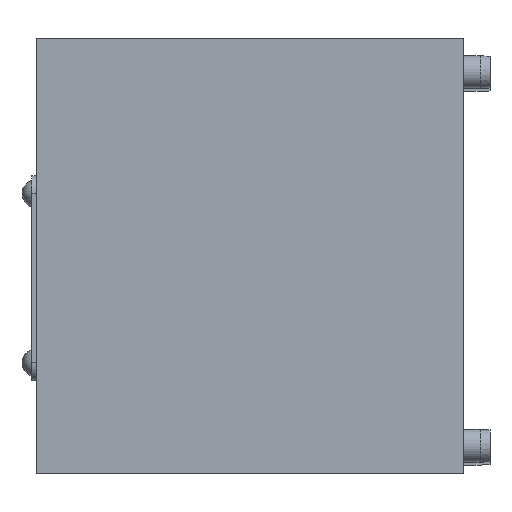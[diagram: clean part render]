
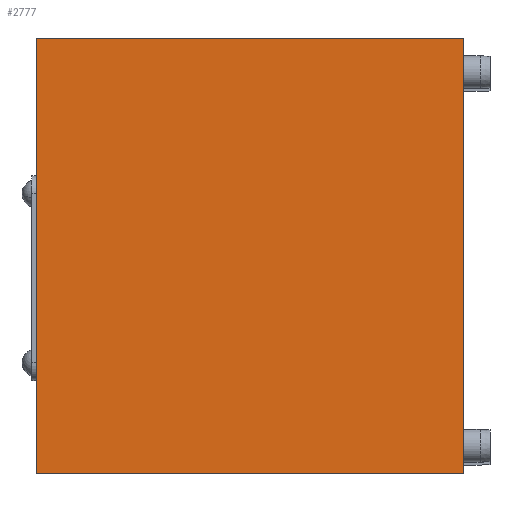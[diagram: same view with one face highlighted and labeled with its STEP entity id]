
A CAD part, front view. The second image highlights one B-rep face of the part: STEP entity #2777.
In plain terms, the highlighted planar face has unit normal (0, -1, 0).
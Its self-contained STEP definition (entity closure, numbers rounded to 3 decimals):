
#2096 = VECTOR ( 'NONE', #21834, 1000. ) ;
#2667 = CARTESIAN_POINT ( 'NONE',  ( 48., -60., -49. ) ) ;
#2777 = ADVANCED_FACE ( 'NONE', ( #20311 ), #12864, .F. ) ;
#3249 = DIRECTION ( 'NONE',  ( 0., 1., 0. ) ) ;
#3368 = CARTESIAN_POINT ( 'NONE',  ( 0., -60., 0. ) ) ;
#4184 = LINE ( 'NONE', #19357, #18085 ) ;
#4245 = ORIENTED_EDGE ( 'NONE', *, *, #10417, .F. ) ;
#5924 = EDGE_CURVE ( 'NONE', #14533, #13942, #20418, .T. ) ;
#6692 = EDGE_CURVE ( 'NONE', #14533, #13190, #4184, .T. ) ;
#7083 = CARTESIAN_POINT ( 'NONE',  ( 48., -60., 0. ) ) ;
#8797 = ORIENTED_EDGE ( 'NONE', *, *, #6692, .F. ) ;
#9238 = DIRECTION ( 'NONE',  ( -1., 0., 0. ) ) ;
#10417 = EDGE_CURVE ( 'NONE', #13190, #12887, #17642, .T. ) ;
#11498 = ORIENTED_EDGE ( 'NONE', *, *, #23727, .T. ) ;
#12609 = CARTESIAN_POINT ( 'NONE',  ( 48., -60., 0. ) ) ;
#12864 = PLANE ( 'NONE',  #22239 ) ;
#12887 = VERTEX_POINT ( 'NONE', #21353 ) ;
#13190 = VERTEX_POINT ( 'NONE', #14913 ) ;
#13665 = VECTOR ( 'NONE', #9238, 1000. ) ;
#13942 = VERTEX_POINT ( 'NONE', #3368 ) ;
#14533 = VERTEX_POINT ( 'NONE', #7083 ) ;
#14686 = CARTESIAN_POINT ( 'NONE',  ( 48., -60., 0. ) ) ;
#14913 = CARTESIAN_POINT ( 'NONE',  ( 48., -60., -49. ) ) ;
#15769 = DIRECTION ( 'NONE',  ( -1., 0., 0. ) ) ;
#16586 = EDGE_LOOP ( 'NONE', ( #11498, #4245, #8797, #18183 ) ) ;
#17642 = LINE ( 'NONE', #2667, #19499 ) ;
#18085 = VECTOR ( 'NONE', #21367, 1000. ) ;
#18183 = ORIENTED_EDGE ( 'NONE', *, *, #5924, .T. ) ;
#19357 = CARTESIAN_POINT ( 'NONE',  ( 48., -60., 0. ) ) ;
#19499 = VECTOR ( 'NONE', #15769, 1000. ) ;
#20311 = FACE_OUTER_BOUND ( 'NONE', #16586, .T. ) ;
#20418 = LINE ( 'NONE', #14686, #13665 ) ;
#21353 = CARTESIAN_POINT ( 'NONE',  ( 0., -60., -49. ) ) ;
#21367 = DIRECTION ( 'NONE',  ( 0., 0., -1. ) ) ;
#21834 = DIRECTION ( 'NONE',  ( 0., 0., -1. ) ) ;
#22239 = AXIS2_PLACEMENT_3D ( 'NONE', #12609, #3249, #24411 ) ;
#23711 = LINE ( 'NONE', #23942, #2096 ) ;
#23727 = EDGE_CURVE ( 'NONE', #13942, #12887, #23711, .T. ) ;
#23942 = CARTESIAN_POINT ( 'NONE',  ( 0., -60., 0. ) ) ;
#24411 = DIRECTION ( 'NONE',  ( 0., 0., 1. ) ) ;
